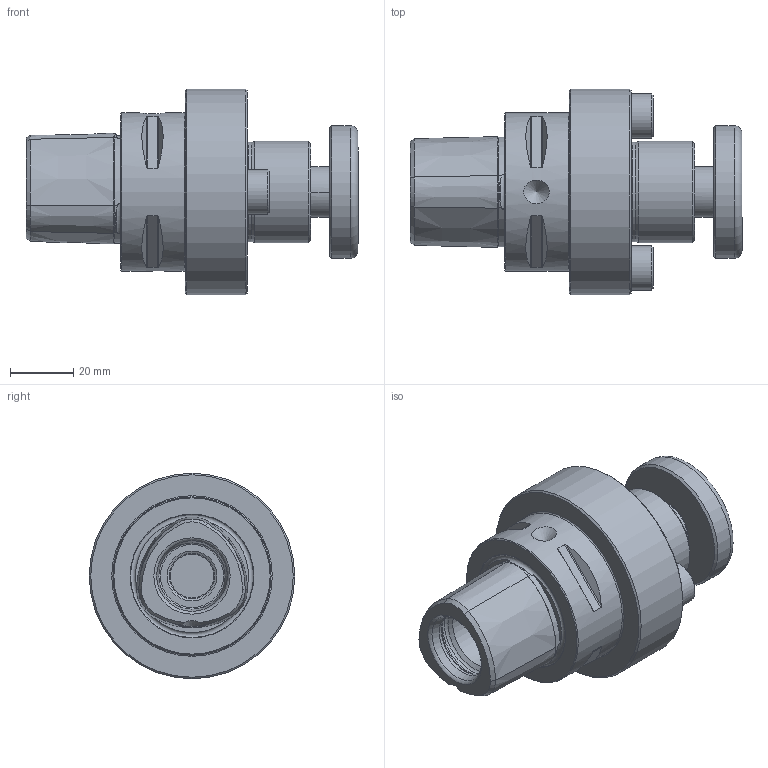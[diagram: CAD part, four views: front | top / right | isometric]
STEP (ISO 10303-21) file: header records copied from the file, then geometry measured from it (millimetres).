
FILE_DESCRIPTION( ( 'Unknown' ), '1' );
FILE_NAME( '280503210-C.stp', 'Unknown', ( 'Unknown' ), ( 'Unknown' ), 'PSStep 15.0.49', 'Unknown', ' ' );
FILE_SCHEMA( ( 'AUTOMOTIVE_DESIGN { 1 0 10303 214 1 1 1 1 }' ) );
Length unit declared in the file: millimetre
Products named in the file (6): Assem1; 0002958; 0003467; 0003389; 0010525; 0010526
Assembly tree (7 placements, depth 2):
  Assem1
    0002958
    0003467
    0003389  x2
    0010525  x2
    0010526
Bounding box: 105 x 65 x 65 mm (x, y, z)
Volume: 147470.6 mm3; surface area: 34680 mm2
Topology: 7 solids, 7 shells, 243 faces, 567 edges, 360 vertices
Faces by surface type: cone 88, plane 69, cylinder 64, torus 22
Full cylindrical faces by diameter (mm): 4 x1, 4.897 x2, 4.917 x2, 6.1 x2, 6.2 x2, 10 x2, 12 x4, 13.835 x2, 14 x4, 14.376 x2, 16.5 x1, 17 x1, 21 x2, 24 x1, 30.2 x1, 31.4 x1, 32 x1, 42 x1, 50 x1, 65 x1
Entity records: 7566 total; most frequent: CARTESIAN_POINT 1628, DIRECTION 900, ORIENTED_EDGE 744, AXIS2_PLACEMENT_3D 399, EDGE_CURVE 372, EDGE_LOOP 306, VERTEX_POINT 277, FACE_OUTER_BOUND 246
